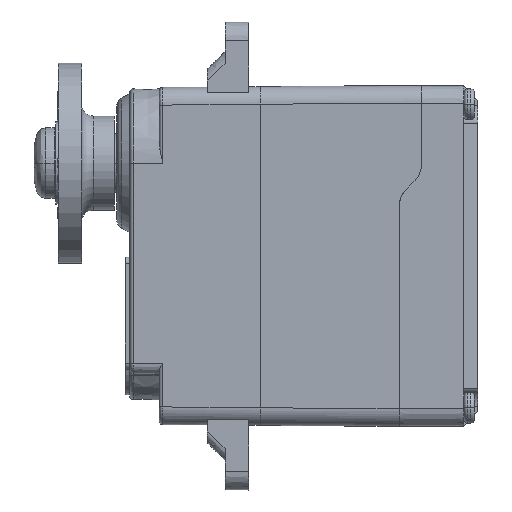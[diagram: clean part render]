
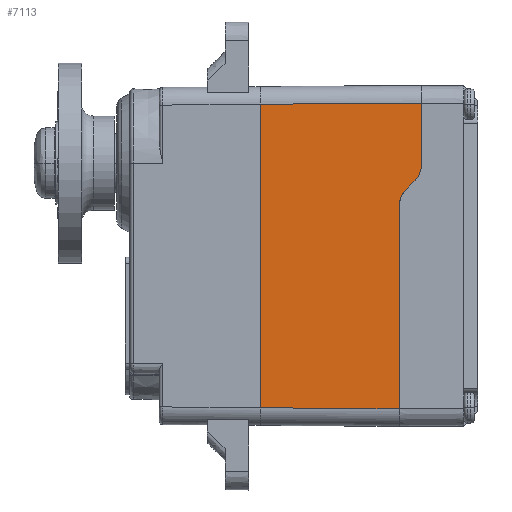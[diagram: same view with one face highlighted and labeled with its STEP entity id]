
A CAD part, left-side view. The second image highlights one B-rep face of the part: STEP entity #7113.
In plain terms, the highlighted face is planar.
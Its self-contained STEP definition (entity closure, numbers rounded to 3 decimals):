
#2157=CARTESIAN_POINT('',(4.201,1.9,6.487));
#2158=CARTESIAN_POINT('',(4.468,1.9,6.487));
#2159=CARTESIAN_POINT('',(4.959,1.798,6.487));
#2160=CARTESIAN_POINT('',(5.386,1.533,6.489));
#2161=CARTESIAN_POINT('',(5.579,1.35,6.491));
#2173=CARTESIAN_POINT('',(6.421,0.55,6.496));
#2174=CARTESIAN_POINT('',(6.614,0.367,6.497));
#2175=CARTESIAN_POINT('',(7.041,0.102,6.499));
#2176=CARTESIAN_POINT('',(7.532,0.,6.5));
#2177=CARTESIAN_POINT('',(7.799,0.,6.5));
#2182=DIRECTION('',(-0.725,0.689,-0.005));
#2183=VECTOR('',#2182,1.162);
#2184=CARTESIAN_POINT('',(6.421,0.55,6.496));
#2185=LINE('',#2184,#2183);
#2189=DIRECTION('',(1.,0.,0.));
#2190=VECTOR('',#2189,17.188);
#2191=CARTESIAN_POINT('',(-12.987,1.9,6.487));
#2192=LINE('',#2191,#2190);
#2196=DIRECTION('',(-0.007,-1.,0.007));
#2197=VECTOR('',#2196,11.801);
#2198=CARTESIAN_POINT('',(-12.904,13.7,6.404));
#2199=LINE('',#2198,#2197);
#2203=DIRECTION('',(1.,0.,0.));
#2204=VECTOR('',#2203,25.808);
#2205=CARTESIAN_POINT('',(-12.904,13.7,6.404));
#2206=LINE('',#2205,#2204);
#2210=DIRECTION('',(0.007,-1.,0.007));
#2211=VECTOR('',#2210,13.701);
#2212=CARTESIAN_POINT('',(12.904,13.7,6.404));
#2213=LINE('',#2212,#2211);
#2224=DIRECTION('',(1.,0.,0.));
#2225=VECTOR('',#2224,5.201);
#2226=CARTESIAN_POINT('',(7.799,0.,6.5));
#2227=LINE('',#2226,#2225);
#2239=CARTESIAN_POINT('',(13.,0.,6.5));
#2448=CARTESIAN_POINT('',(-12.987,1.9,6.487));
#4778=VERTEX_POINT('',#2239);
#4785=CARTESIAN_POINT('',(-12.904,13.7,6.404));
#4786=CARTESIAN_POINT('',(12.904,13.7,6.404));
#4787=VERTEX_POINT('',#4785);
#4788=VERTEX_POINT('',#4786);
#5614=VERTEX_POINT('',#2448);
#5623=CARTESIAN_POINT('',(4.201,1.9,6.487));
#5624=VERTEX_POINT('',#5623);
#5625=VERTEX_POINT('',#2161);
#5626=VERTEX_POINT('',#2173);
#5627=VERTEX_POINT('',#2177);
#7094=CARTESIAN_POINT('',(-14.5,0.,6.5));
#7095=DIRECTION('',(0.,-0.007,-1.));
#7096=DIRECTION('',(0.,1.,-0.007));
#7097=AXIS2_PLACEMENT_3D('',#7094,#7095,#7096);
#7098=PLANE('',#7097);
#7100=ORIENTED_EDGE('',*,*,#7099,.F.);
#7101=ORIENTED_EDGE('',*,*,#7078,.T.);
#7102=ORIENTED_EDGE('',*,*,#7060,.F.);
#7103=ORIENTED_EDGE('',*,*,#6946,.F.);
#7105=ORIENTED_EDGE('',*,*,#7104,.F.);
#7106=ORIENTED_EDGE('',*,*,#6846,.T.);
#7108=ORIENTED_EDGE('',*,*,#7107,.T.);
#7110=ORIENTED_EDGE('',*,*,#7109,.F.);
#7111=EDGE_LOOP('',(#7100,#7101,#7102,#7103,#7105,#7106,#7108,#7110));
#7112=FACE_OUTER_BOUND('',#7111,.F.);
#7113=ADVANCED_FACE('',(#7112),#7098,.F.);
#2162=B_SPLINE_CURVE_WITH_KNOTS('',3,(#2157,#2158,#2159,#2160,#2161),
.UNSPECIFIED.,.F.,.F.,(4,1,4),(0.,0.5,1.),.UNSPECIFIED.);
#2178=B_SPLINE_CURVE_WITH_KNOTS('',3,(#2173,#2174,#2175,#2176,#2177),
.UNSPECIFIED.,.F.,.F.,(4,1,4),(0.,0.5,1.),.UNSPECIFIED.);
#6846=EDGE_CURVE('',#4787,#4788,#2206,.T.);
#6946=EDGE_CURVE('',#5614,#5624,#2192,.T.);
#7060=EDGE_CURVE('',#5624,#5625,#2162,.T.);
#7078=EDGE_CURVE('',#5626,#5625,#2185,.T.);
#7099=EDGE_CURVE('',#5626,#5627,#2178,.T.);
#7104=EDGE_CURVE('',#4787,#5614,#2199,.T.);
#7107=EDGE_CURVE('',#4788,#4778,#2213,.T.);
#7109=EDGE_CURVE('',#5627,#4778,#2227,.T.);
